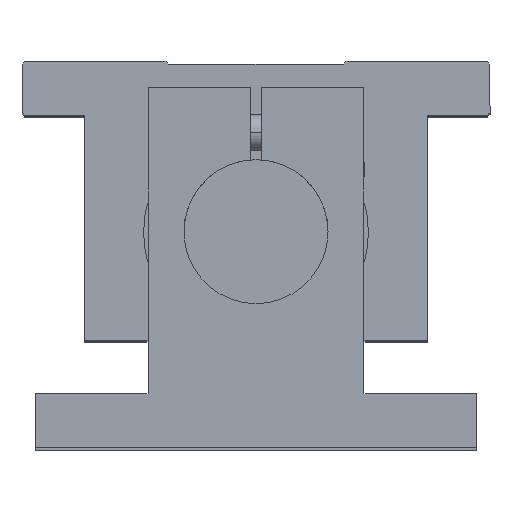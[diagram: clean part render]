
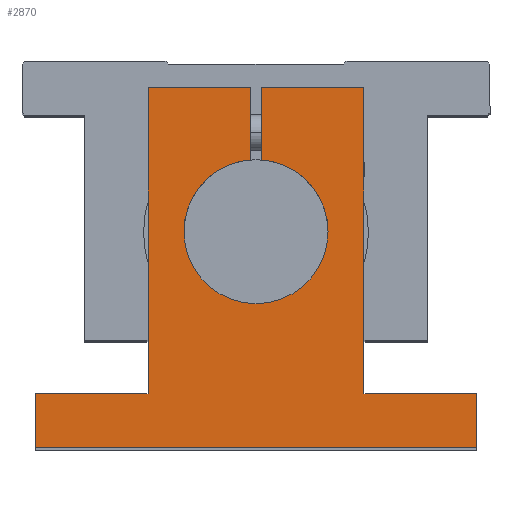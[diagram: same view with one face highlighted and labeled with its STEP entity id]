
A CAD part, top view. The second image highlights one B-rep face of the part: STEP entity #2870.
In plain terms, the highlighted planar face has unit normal (0, 0, 1).
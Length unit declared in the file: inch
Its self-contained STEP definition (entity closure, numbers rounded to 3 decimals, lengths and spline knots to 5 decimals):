
#10 = CARTESIAN_POINT ( 'NONE',  ( -2.09032, 1.21473, 1.23123 ) ) ;
#76 = DIRECTION ( 'NONE',  ( 1., 0., 0. ) ) ;
#79 = VECTOR ( 'NONE', #2905, 39.37008 ) ;
#111 = CARTESIAN_POINT ( 'NONE',  ( -1.37969, 0.71318, 1.23123 ) ) ;
#231 = CARTESIAN_POINT ( 'NONE',  ( -1.30095, 0.71318, 1.23123 ) ) ;
#293 = EDGE_LOOP ( 'NONE', ( #3622, #4046, #703, #1963, #2610, #2323, #2121, #1793, #1017, #1811, #2304, #1022, #3429, #849 ) ) ;
#368 = LINE ( 'NONE', #10, #1638 ) ;
#382 = LINE ( 'NONE', #1633, #1621 ) ;
#434 = VECTOR ( 'NONE', #726, 39.37008 ) ;
#446 = CARTESIAN_POINT ( 'NONE',  ( -2.87182, -1.28527, 1.23123 ) ) ;
#548 = DIRECTION ( 'NONE',  ( 0., 0., -1. ) ) ;
#582 = LINE ( 'NONE', #231, #3519 ) ;
#591 = VECTOR ( 'NONE', #3259, 39.37008 ) ;
#643 = CARTESIAN_POINT ( 'NONE',  ( -2.87182, -0.91007, 1.23123 ) ) ;
#650 = VECTOR ( 'NONE', #2213, 39.37008 ) ;
#703 = ORIENTED_EDGE ( 'NONE', *, *, #2368, .T. ) ;
#718 = DIRECTION ( 'NONE',  ( 0., -1., 0. ) ) ;
#726 = DIRECTION ( 'NONE',  ( 1., 0., 0. ) ) ;
#751 = VERTEX_POINT ( 'NONE', #1874 ) ;
#783 = CARTESIAN_POINT ( 'NONE',  ( 0.19117, -1.28527, 1.23123 ) ) ;
#831 = CARTESIAN_POINT ( 'NONE',  ( -1.34032, 0.21473, 1.23123 ) ) ;
#849 = ORIENTED_EDGE ( 'NONE', *, *, #1258, .F. ) ;
#862 = CARTESIAN_POINT ( 'NONE',  ( -2.87182, -1.28527, 1.23123 ) ) ;
#871 = DIRECTION ( 'NONE',  ( 0., 1., 0. ) ) ;
#891 = VERTEX_POINT ( 'NONE', #2238 ) ;
#928 = VECTOR ( 'NONE', #3779, 39.37008 ) ;
#943 = EDGE_CURVE ( 'NONE', #3122, #2084, #3828, .T. ) ;
#959 = EDGE_CURVE ( 'NONE', #2384, #1539, #2922, .T. ) ;
#1014 = DIRECTION ( 'NONE',  ( 0., -1., 0. ) ) ;
#1017 = ORIENTED_EDGE ( 'NONE', *, *, #2720, .F. ) ;
#1022 = ORIENTED_EDGE ( 'NONE', *, *, #2628, .F. ) ;
#1094 = CARTESIAN_POINT ( 'NONE',  ( -1.37969, 0.71318, 1.23123 ) ) ;
#1110 = CARTESIAN_POINT ( 'NONE',  ( -1.34032, 0.21473, 1.23123 ) ) ;
#1113 = CARTESIAN_POINT ( 'NONE',  ( -1.84032, 0.21473, 1.23123 ) ) ;
#1222 = VECTOR ( 'NONE', #718, 39.37008 ) ;
#1224 = VERTEX_POINT ( 'NONE', #4039 ) ;
#1258 = EDGE_CURVE ( 'NONE', #891, #3044, #582, .T. ) ;
#1339 = LINE ( 'NONE', #2255, #650 ) ;
#1355 = LINE ( 'NONE', #3548, #2284 ) ;
#1422 = VERTEX_POINT ( 'NONE', #1113 ) ;
#1437 = DIRECTION ( 'NONE',  ( 1., 0., 0. ) ) ;
#1521 = VERTEX_POINT ( 'NONE', #2961 ) ;
#1529 = VECTOR ( 'NONE', #1014, 39.37008 ) ;
#1539 = VERTEX_POINT ( 'NONE', #1094 ) ;
#1548 = EDGE_CURVE ( 'NONE', #891, #751, #3065, .T. ) ;
#1621 = VECTOR ( 'NONE', #76, 39.37008 ) ;
#1633 = CARTESIAN_POINT ( 'NONE',  ( -2.87182, -0.91007, 1.23123 ) ) ;
#1638 = VECTOR ( 'NONE', #3834, 39.37008 ) ;
#1782 = AXIS2_PLACEMENT_3D ( 'NONE', #1110, #2358, #3609 ) ;
#1785 = FACE_OUTER_BOUND ( 'NONE', #293, .T. ) ;
#1793 = ORIENTED_EDGE ( 'NONE', *, *, #2191, .F. ) ;
#1811 = ORIENTED_EDGE ( 'NONE', *, *, #3551, .F. ) ;
#1827 = PLANE ( 'NONE',  #1896 ) ;
#1874 = CARTESIAN_POINT ( 'NONE',  ( -0.84032, 0.21473, 1.23123 ) ) ;
#1894 = VERTEX_POINT ( 'NONE', #3877 ) ;
#1896 = AXIS2_PLACEMENT_3D ( 'NONE', #862, #3701, #4015 ) ;
#1963 = ORIENTED_EDGE ( 'NONE', *, *, #959, .F. ) ;
#1985 = AXIS2_PLACEMENT_3D ( 'NONE', #831, #548, #3889 ) ;
#2006 = EDGE_CURVE ( 'NONE', #751, #1422, #2488, .T. ) ;
#2016 = CARTESIAN_POINT ( 'NONE',  ( -0.59032, 1.21473, 1.23123 ) ) ;
#2041 = VERTEX_POINT ( 'NONE', #643 ) ;
#2043 = VERTEX_POINT ( 'NONE', #2766 ) ;
#2057 = CARTESIAN_POINT ( 'NONE',  ( -1.34032, 0.21473, 1.23123 ) ) ;
#2084 = VERTEX_POINT ( 'NONE', #3151 ) ;
#2121 = ORIENTED_EDGE ( 'NONE', *, *, #3438, .F. ) ;
#2191 = EDGE_CURVE ( 'NONE', #1224, #2041, #2521, .T. ) ;
#2213 = DIRECTION ( 'NONE',  ( 0., -1., 0. ) ) ;
#2215 = EDGE_CURVE ( 'NONE', #1521, #1894, #3236, .T. ) ;
#2235 = DIRECTION ( 'NONE',  ( -1., 0., 0. ) ) ;
#2238 = CARTESIAN_POINT ( 'NONE',  ( -1.30095, 0.71318, 1.23123 ) ) ;
#2255 = CARTESIAN_POINT ( 'NONE',  ( -0.59032, -0.91007, 1.23123 ) ) ;
#2284 = VECTOR ( 'NONE', #2235, 39.37008 ) ;
#2304 = ORIENTED_EDGE ( 'NONE', *, *, #943, .F. ) ;
#2323 = ORIENTED_EDGE ( 'NONE', *, *, #2215, .F. ) ;
#2358 = DIRECTION ( 'NONE',  ( 0., 0., -1. ) ) ;
#2368 = EDGE_CURVE ( 'NONE', #1422, #1539, #3092, .T. ) ;
#2384 = VERTEX_POINT ( 'NONE', #3293 ) ;
#2488 = CIRCLE ( 'NONE', #1782, 0.5 ) ;
#2521 = LINE ( 'NONE', #446, #79 ) ;
#2605 = AXIS2_PLACEMENT_3D ( 'NONE', #2057, #2650, #1437 ) ;
#2610 = ORIENTED_EDGE ( 'NONE', *, *, #3022, .F. ) ;
#2628 = EDGE_CURVE ( 'NONE', #2809, #3122, #1339, .T. ) ;
#2650 = DIRECTION ( 'NONE',  ( 0., 0., -1. ) ) ;
#2720 = EDGE_CURVE ( 'NONE', #2043, #1224, #1355, .T. ) ;
#2766 = CARTESIAN_POINT ( 'NONE',  ( 0.19117, -1.28527, 1.23123 ) ) ;
#2809 = VERTEX_POINT ( 'NONE', #2016 ) ;
#2870 = ADVANCED_FACE ( 'NONE', ( #1785 ), #1827, .T. ) ;
#2905 = DIRECTION ( 'NONE',  ( 0., 1., 0. ) ) ;
#2922 = LINE ( 'NONE', #111, #1529 ) ;
#2953 = CARTESIAN_POINT ( 'NONE',  ( -1.30095, 1.21473, 1.23123 ) ) ;
#2961 = CARTESIAN_POINT ( 'NONE',  ( -2.09032, -0.91007, 1.23123 ) ) ;
#3022 = EDGE_CURVE ( 'NONE', #1894, #2384, #368, .T. ) ;
#3044 = VERTEX_POINT ( 'NONE', #3520 ) ;
#3065 = CIRCLE ( 'NONE', #2605, 0.5 ) ;
#3092 = CIRCLE ( 'NONE', #1985, 0.5 ) ;
#3122 = VERTEX_POINT ( 'NONE', #3581 ) ;
#3140 = EDGE_CURVE ( 'NONE', #3044, #2809, #3220, .T. ) ;
#3151 = CARTESIAN_POINT ( 'NONE',  ( 0.19117, -0.91007, 1.23123 ) ) ;
#3220 = LINE ( 'NONE', #2953, #591 ) ;
#3236 = LINE ( 'NONE', #3829, #928 ) ;
#3259 = DIRECTION ( 'NONE',  ( 1., 0., 0. ) ) ;
#3293 = CARTESIAN_POINT ( 'NONE',  ( -1.37969, 1.21473, 1.23123 ) ) ;
#3429 = ORIENTED_EDGE ( 'NONE', *, *, #3140, .F. ) ;
#3438 = EDGE_CURVE ( 'NONE', #2041, #1521, #382, .T. ) ;
#3519 = VECTOR ( 'NONE', #871, 39.37008 ) ;
#3520 = CARTESIAN_POINT ( 'NONE',  ( -1.30095, 1.21473, 1.23123 ) ) ;
#3531 = CARTESIAN_POINT ( 'NONE',  ( -0.59032, -0.91007, 1.23123 ) ) ;
#3548 = CARTESIAN_POINT ( 'NONE',  ( -2.87182, -1.28527, 1.23123 ) ) ;
#3551 = EDGE_CURVE ( 'NONE', #2084, #2043, #3588, .T. ) ;
#3581 = CARTESIAN_POINT ( 'NONE',  ( -0.59032, -0.91007, 1.23123 ) ) ;
#3588 = LINE ( 'NONE', #783, #1222 ) ;
#3609 = DIRECTION ( 'NONE',  ( 1., 0., 0. ) ) ;
#3622 = ORIENTED_EDGE ( 'NONE', *, *, #1548, .T. ) ;
#3701 = DIRECTION ( 'NONE',  ( 0., 0., 1. ) ) ;
#3779 = DIRECTION ( 'NONE',  ( 0., 1., 0. ) ) ;
#3828 = LINE ( 'NONE', #3531, #434 ) ;
#3829 = CARTESIAN_POINT ( 'NONE',  ( -2.09032, -0.91007, 1.23123 ) ) ;
#3834 = DIRECTION ( 'NONE',  ( 1., 0., 0. ) ) ;
#3877 = CARTESIAN_POINT ( 'NONE',  ( -2.09032, 1.21473, 1.23123 ) ) ;
#3889 = DIRECTION ( 'NONE',  ( 1., 0., 0. ) ) ;
#4015 = DIRECTION ( 'NONE',  ( 1., 0., 0. ) ) ;
#4039 = CARTESIAN_POINT ( 'NONE',  ( -2.87182, -1.28527, 1.23123 ) ) ;
#4046 = ORIENTED_EDGE ( 'NONE', *, *, #2006, .T. ) ;
